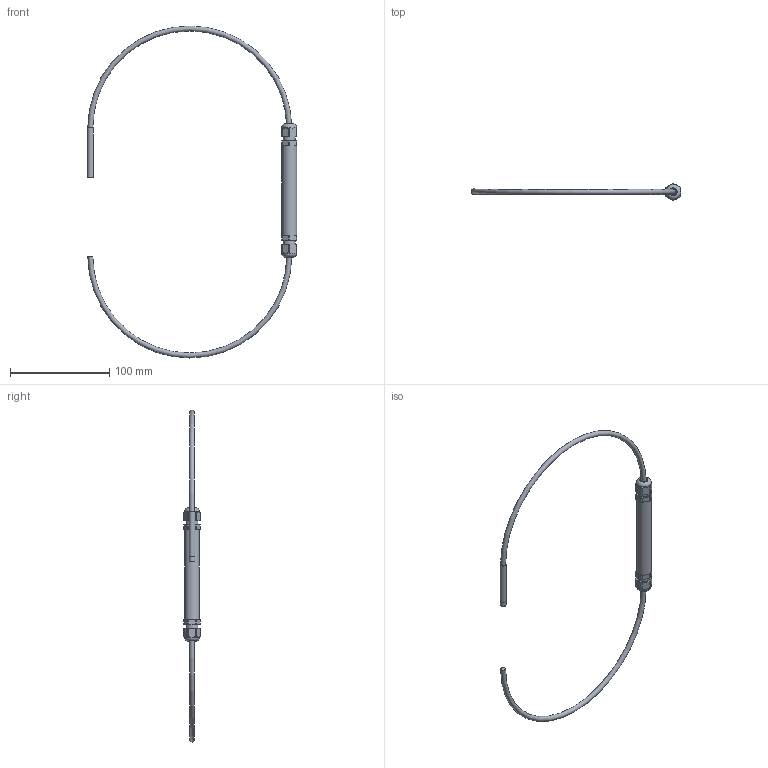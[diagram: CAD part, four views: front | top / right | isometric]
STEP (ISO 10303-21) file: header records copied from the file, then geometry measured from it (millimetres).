
FILE_DESCRIPTION(/* description */ (''),/* implementation_level */ '2;1');
FILE_NAME(/* name */ 'Pi-T0X0Xxx.step',/* time_stamp */ '2021-08-02T08:56:52+02:00',/* author */ (''),/* organization */ (''),/* preprocessor_version */ 'ST-DEVELOPER v18.1',/* originating_system */ 'Autodesk Translation Framework v10.9.0.1377',/* authorisation */ '');
FILE_SCHEMA (('AUTOMOTIVE_DESIGN { 1 0 10303 214 3 1 1 }'));
Length unit declared in the file: millimetre
Products named in the file (7): Pi-T0X0Xxx; Pi-xxx0X; PiOne_Tx; M12_dlawnica; Temperatura_Tx+przewod; Temperatura_Tx; Przewod
Assembly tree (8 placements, depth 4):
  Pi-T0X0Xxx
    Pi-xxx0X
      M12_dlawnica
      Przewod
    PiOne_Tx
      M12_dlawnica
      Temperatura_Tx+przewod
        Temperatura_Tx
        Przewod
Bounding box: 210.5 x 16.59 x 333.72 mm (x, y, z)
Volume: 25297.3 mm3; surface area: 24483.3 mm2
Topology: 6 solids, 6 shells, 132 faces, 286 edges, 179 vertices
Faces by surface type: plane 49, cylinder 40, cone 32, torus 11
Full cylindrical faces by diameter (mm): 4 x2, 5 x1, 5.5 x2, 6 x1, 9.957 x2, 12 x5, 15 x3
Entity records: 2101 total; most frequent: CARTESIAN_POINT 378, DIRECTION 374, ORIENTED_EDGE 300, AXIS2_PLACEMENT_3D 162, EDGE_CURVE 150, VERTEX_POINT 94, EDGE_LOOP 82, CIRCLE 76
